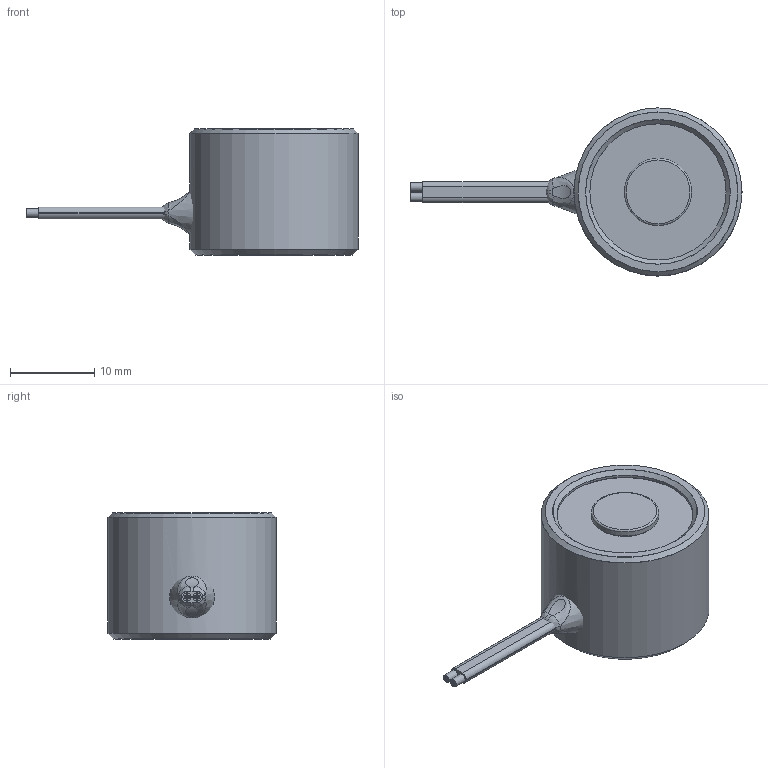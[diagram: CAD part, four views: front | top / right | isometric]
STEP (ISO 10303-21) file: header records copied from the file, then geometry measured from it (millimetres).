
FILE_DESCRIPTION(/* description */ (''),/* implementation_level */ '2;1');
FILE_NAME(/* name */ 'electromagnet.step',/* time_stamp */ '2023-07-06T18:43:49+02:00',/* author */ (''),/* organization */ (''),/* preprocessor_version */ 'ST-DEVELOPER v19.2',/* originating_system */ 'Autodesk Translation Framework v12.6.0.85',/* authorisation */ '');
FILE_SCHEMA (('CONFIG_CONTROL_DESIGN','AUTOMOTIVE_DESIGN { 1 0 10303 214 3 1 1 }','FEATURE_BASED_PROCESS_PLANNING'));
Length unit declared in the file: millimetre
Products named in the file (10): lectromagnet; body; cap; coil; shell_wire; wire_skin2; wire_skin1; wire1; wire2; glue
Assembly tree (9 placements, depth 2):
  lectromagnet
    body
    cap
    coil
    shell_wire
    wire_skin2
    wire_skin1
    wire1
    wire2
    glue
Bounding box: 39.5 x 20 x 15 mm (x, y, z)
Volume: 2862.2 mm3; surface area: 7014.7 mm2
Topology: 21 solids, 21 shells, 240 faces, 569 edges, 368 vertices
Faces by surface type: cylinder 127, plane 58, torus 26, bspline 20, cone 9
Full cylindrical faces by diameter (mm): 1 x4, 2.93 x11, 3.599 x6, 4 x1, 6 x2, 8 x2, 16.2 x2, 18 x1, 20 x1
Entity records: 30094 total; most frequent: CARTESIAN_POINT 24279, DIRECTION 1162, ORIENTED_EDGE 1138, EDGE_CURVE 569, AXIS2_PLACEMENT_3D 507, VERTEX_POINT 368, CIRCLE 268, EDGE_LOOP 259
